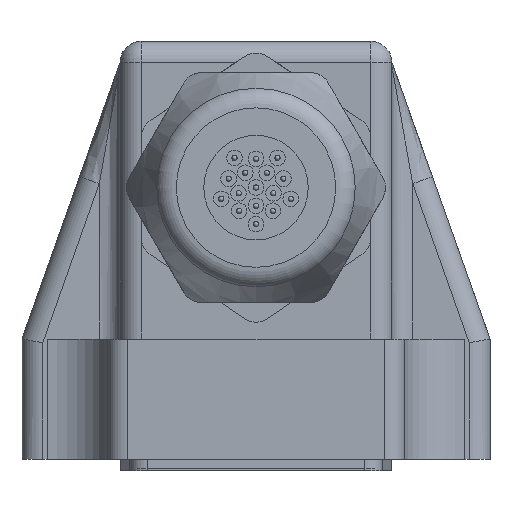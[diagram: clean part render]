
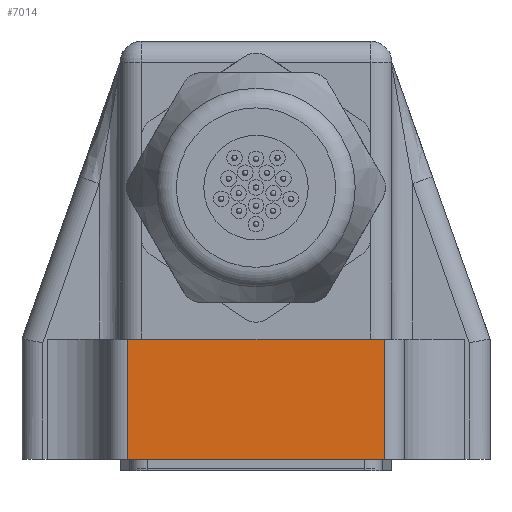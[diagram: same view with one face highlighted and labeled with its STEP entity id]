
A CAD part, front view. The second image highlights one B-rep face of the part: STEP entity #7014.
In plain terms, the highlighted planar face has unit normal (0, -1, 0).
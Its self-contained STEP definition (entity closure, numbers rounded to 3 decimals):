
#6863=CARTESIAN_POINT('',(-12.254,-17.0,0.0));
#6864=VERTEX_POINT('',#6863);
#6872=CARTESIAN_POINT('',(-12.254,-17.0,11.5));
#6873=VERTEX_POINT('',#6872);
#6874=CARTESIAN_POINT('',(-12.254,-17.0,0.0));
#6875=DIRECTION('',(0.0,0.0,1.0));
#6876=VECTOR('',#6875,11.5);
#6877=LINE('',#6874,#6876);
#6878=EDGE_CURVE('',#6864,#6873,#6877,.T.);
#6904=CARTESIAN_POINT('',(12.254,-17.0,11.5));
#6905=VERTEX_POINT('',#6904);
#6906=CARTESIAN_POINT('',(12.254,-17.0,11.5));
#6907=DIRECTION('',(-1.0,0.0,0.0));
#6908=VECTOR('',#6907,24.508);
#6909=LINE('',#6906,#6908);
#6910=EDGE_CURVE('',#6905,#6873,#6909,.T.);
#6991=CARTESIAN_POINT('',(22.4,-17.0,0.0));
#6992=DIRECTION('',(0.0,-1.0,0.0));
#6993=DIRECTION('',(0.0,0.0,-1.0));
#6994=AXIS2_PLACEMENT_3D('',#6991,#6992,#6993);
#6995=PLANE('',#6994);
#6996=ORIENTED_EDGE('',*,*,#6878,.F.);
#6997=CARTESIAN_POINT('',(12.254,-17.0,0.0));
#6998=VERTEX_POINT('',#6997);
#6999=CARTESIAN_POINT('',(12.254,-17.0,0.0));
#7000=DIRECTION('',(-1.0,0.0,0.0));
#7001=VECTOR('',#7000,24.508);
#7002=LINE('',#6999,#7001);
#7003=EDGE_CURVE('',#6998,#6864,#7002,.T.);
#7004=ORIENTED_EDGE('',*,*,#7003,.F.);
#7005=CARTESIAN_POINT('',(12.254,-17.0,11.5));
#7006=DIRECTION('',(0.0,0.0,-1.0));
#7007=VECTOR('',#7006,11.5);
#7008=LINE('',#7005,#7007);
#7009=EDGE_CURVE('',#6905,#6998,#7008,.T.);
#7010=ORIENTED_EDGE('',*,*,#7009,.F.);
#7011=ORIENTED_EDGE('',*,*,#6910,.T.);
#7012=EDGE_LOOP('',(#6996,#7004,#7010,#7011));
#7013=FACE_OUTER_BOUND('',#7012,.T.);
#7014=ADVANCED_FACE('',(#7013),#6995,.T.);
